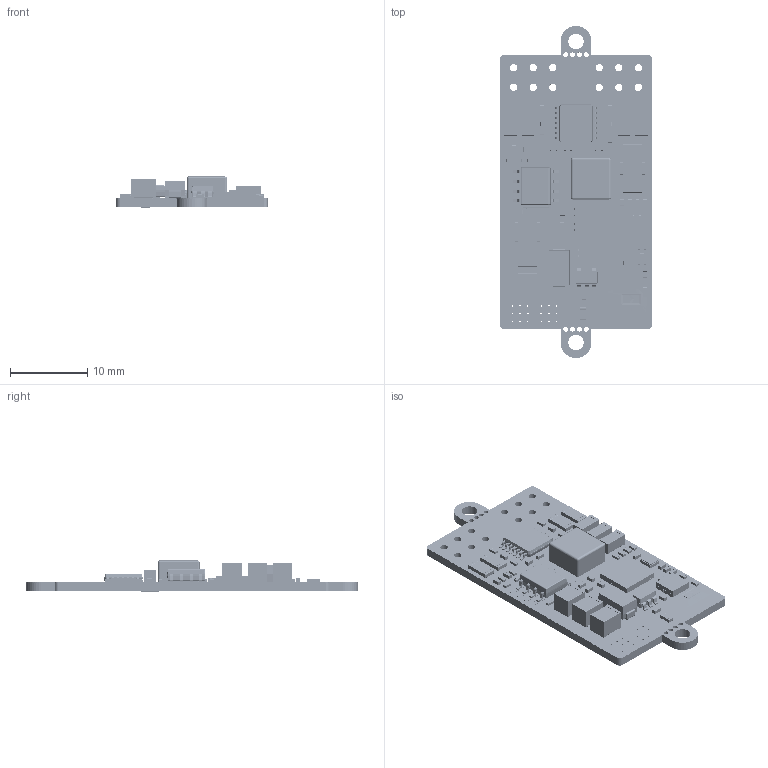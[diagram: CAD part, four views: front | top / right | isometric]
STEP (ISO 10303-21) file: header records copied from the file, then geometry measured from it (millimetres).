
FILE_DESCRIPTION(('HOOPS Exchange Step'),'2;1');
FILE_NAME('temp_export','2026-03-06T11:05:38+08:00',('huibean'),('Shapr3D Limited'),'HOOPS Exchange 2025.9','Shapr3D','Authorized');
FILE_SCHEMA( ('AP242_MANAGED_MODEL_BASED_3D_ENGINEERING_MIM_LF {1 0 10303 442 1 1 4}') );
Length unit declared in the file: millimetre
Products named in the file (64): C_0402_1005Metric; R_0402_1005Metric; C_1206_3216Metric; R_1206_3216Metric; TSSOP-14_4.4x5mm_P0.65mm; D_SMA; Fuse_0603_1608Metric; C_1210_3225Metric; SOT-23-5; HVSON08_3X3_NXP; 2016-SMD4; QFN-32-1EP_5x5mm_P0.5mm_EP3.45x3.45mm; TPS54335ADDAR; vimdrones_can_servo_hub_v1.0 1.53.1; L_Sunlord_MWSA0503S; vimdrones_can_servo_hub_v1.0_copper; vimdrones_can_servo_hub_v1.0_pad; vimdrones_can_servo_hub_v1.0_silkscreen; vimdrones_can_servo_hub_v1.0_soldermask; vimdrones_can_servo_hub_v1.0_PCB; vimdrones_can_servo_hub_v1.0.step; root
Assembly tree (63 placements, depth 4):
  root
    vimdrones_can_servo_hub_v1.0.step
      C_0402_1005Metric
      R_0402_1005Metric
      C_0402_1005Metric
      C_1206_3216Metric
      C_0402_1005Metric
      R_1206_3216Metric
      C_0402_1005Metric
      TSSOP-14_4.4x5mm_P0.65mm
      D_SMA
      C_0402_1005Metric
      R_0402_1005Metric
      C_0402_1005Metric
      Fuse_0603_1608Metric
      C_1210_3225Metric
      SOT-23-5
      R_0402_1005Metric
      C_1206_3216Metric
      HVSON08_3X3_NXP
      R_1206_3216Metric
      R_0402_1005Metric
      R_0402_1005Metric
      2016-SMD4
      C_0402_1005Metric
      R_0402_1005Metric
      R_0402_1005Metric
      C_0402_1005Metric
      C_0402_1005Metric
      R_0402_1005Metric
      C_1210_3225Metric
      R_0402_1005Metric
      C_1206_3216Metric
      C_0402_1005Metric
      C_1210_3225Metric
      R_0402_1005Metric
      QFN-32-1EP_5x5mm_P0.5mm_EP3.45x3.45mm
      TPS54335ADDAR
      R_0402_1005Metric
      C_0402_1005Metric
      C_0402_1005Metric
      R_0402_1005Metric
      C_0402_1005Metric
      C_0402_1005Metric
      C_0402_1005Metric
      C_0402_1005Metric
      R_0402_1005Metric
      C_0402_1005Metric
      R_0402_1005Metric
      R_0402_1005Metric
      C_0402_1005Metric
      R_1206_3216Metric
      R_0402_1005Metric
      R_1206_3216Metric
      L_Sunlord_MWSA0503S
        vimdrones_can_servo_hub_v1.0 1.53.1
      C_0402_1005Metric
      vimdrones_can_servo_hub_v1.0_copper
      vimdrones_can_servo_hub_v1.0_pad
      vimdrones_can_servo_hub_v1.0_silkscreen
Bounding box: 19.6 x 43 x 4.03 mm (x, y, z)
Volume: 1091.1 mm3; surface area: 6604.7 mm2
Topology: 396 solids, 558 shells, 7183 faces, 22483 edges, 16294 vertices
Faces by surface type: plane 4921, cylinder 2248, sphere 14
Full cylindrical faces by diameter (mm): 0.15 x1, 0.2 x86, 0.225 x27, 0.25 x36, 0.28 x24, 0.305 x12, 0.33 x12, 0.426 x2, 0.5 x33, 0.53 x12, 0.6 x8, 0.626 x15, 0.717 x33, 0.95 x36, 0.975 x8, 1 x24, 1.7 x20, 1.97 x7, 2 x2, 2.031 x4
Entity records: 271081 total; most frequent: CARTESIAN_POINT 64842, ORIENTED_EDGE 41486, DIRECTION 40836, EDGE_CURVE 22471, VERTEX_POINT 16294, VECTOR 16034, LINE 16034, AXIS2_PLACEMENT_3D 12401
